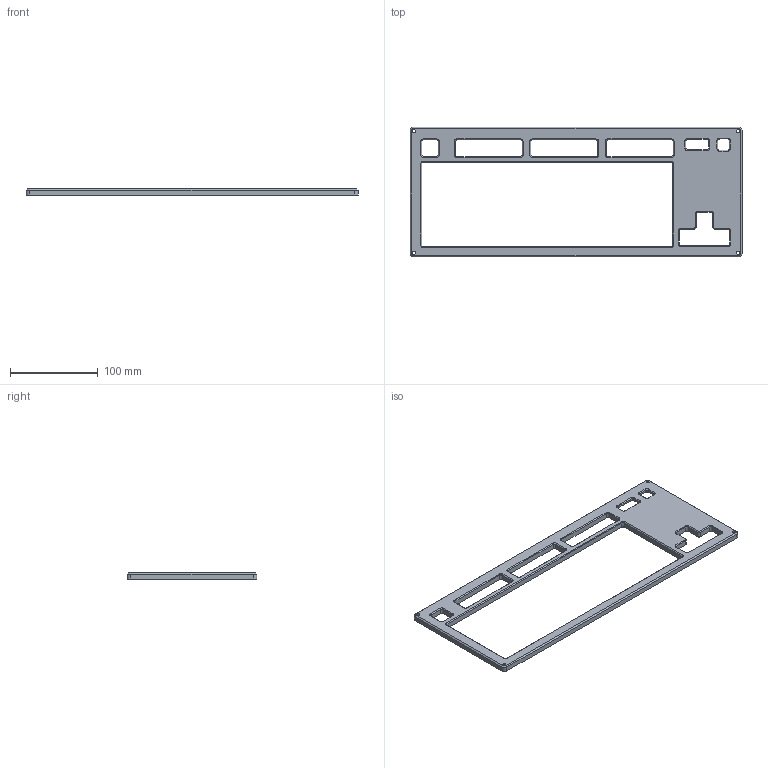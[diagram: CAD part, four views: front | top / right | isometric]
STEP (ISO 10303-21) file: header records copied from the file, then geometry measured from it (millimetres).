
FILE_DESCRIPTION(/* description */ ('','CAx-IF Rec.Pracs.---Representation and Presentation of Product Manufacturing Information (PMI)---4.0---2014-10-13'),/* implementation_level */ '2;1');
FILE_NAME(/* name */ 'TOP.step',/* time_stamp */ '2025-03-03T17:36:12+05:30',/* author */ (''),/* organization */ (''),/* preprocessor_version */ 'ST-DEVELOPER v20',/* originating_system */ 'Autodesk Translation Framework v13.20.0.188',/* authorisation */ '');
FILE_SCHEMA (('AP242_MANAGED_MODEL_BASED_3D_ENGINEERING_MIM_LF { 1 0 10303 442 1 1 4 }'));
Length unit declared in the file: millimetre
Products named in the file (1): top
Bounding box: 377.4 x 147.4 x 7 mm (x, y, z)
Volume: 147477.1 mm3; surface area: 60608 mm2
Topology: 1 solids, 1 shells, 280 faces, 720 edges, 448 vertices
Faces by surface type: plane 145, cone 48, cylinder 44, bspline 43
Full cylindrical faces by diameter (mm): 3.4 x4
Entity records: 8843 total; most frequent: CARTESIAN_POINT 2180, ORIENTED_EDGE 1440, DIRECTION 1246, EDGE_CURVE 720, LINE 498, VECTOR 498, VERTEX_POINT 448, AXIS2_PLACEMENT_3D 374
